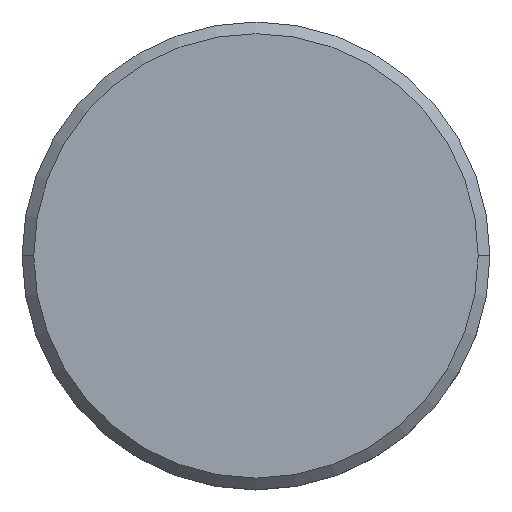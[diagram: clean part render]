
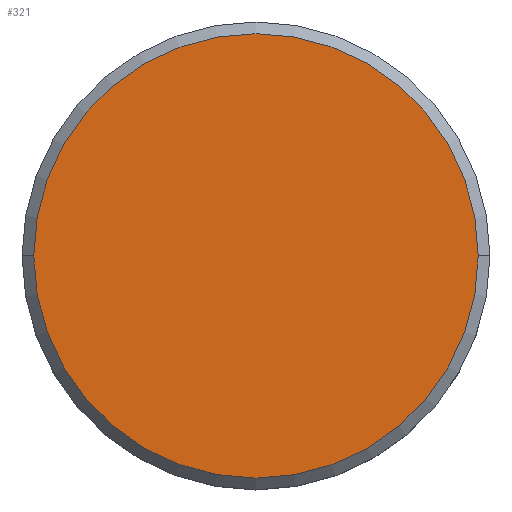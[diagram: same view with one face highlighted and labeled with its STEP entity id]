
A CAD part, top view. The second image highlights one B-rep face of the part: STEP entity #321.
In plain terms, the highlighted planar face has unit normal (0, 0, 1).
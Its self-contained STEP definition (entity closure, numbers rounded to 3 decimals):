
#16 = VERTEX_POINT ( 'NONE', #158 ) ;
#40 = CARTESIAN_POINT ( 'NONE',  ( 0., 0., 0. ) ) ;
#41 = EDGE_LOOP ( 'NONE', ( #427, #42 ) ) ;
#42 = ORIENTED_EDGE ( 'NONE', *, *, #112, .T. ) ;
#52 = DIRECTION ( 'NONE',  ( 1., 0., 0. ) ) ;
#112 = EDGE_CURVE ( 'NONE', #490, #16, #284, .T. ) ;
#158 = CARTESIAN_POINT ( 'NONE',  ( -9.5, 0., 0. ) ) ;
#159 = DIRECTION ( 'NONE',  ( 0., 0., 1. ) ) ;
#160 = CIRCLE ( 'NONE', #553, 9.5 ) ;
#180 = CARTESIAN_POINT ( 'NONE',  ( 0., 0., 0. ) ) ;
#188 = DIRECTION ( 'NONE',  ( 1., 0., 0. ) ) ;
#194 = PLANE ( 'NONE',  #285 ) ;
#284 = CIRCLE ( 'NONE', #517, 9.5 ) ;
#285 = AXIS2_PLACEMENT_3D ( 'NONE', #382, #570, #581 ) ;
#314 = DIRECTION ( 'NONE',  ( 0., 0., 1. ) ) ;
#321 = ADVANCED_FACE ( 'NONE', ( #377 ), #194, .T. ) ;
#377 = FACE_OUTER_BOUND ( 'NONE', #41, .T. ) ;
#382 = CARTESIAN_POINT ( 'NONE',  ( 0., 0., 0. ) ) ;
#390 = EDGE_CURVE ( 'NONE', #16, #490, #160, .T. ) ;
#427 = ORIENTED_EDGE ( 'NONE', *, *, #390, .T. ) ;
#449 = CARTESIAN_POINT ( 'NONE',  ( 9.5, 0., 0. ) ) ;
#490 = VERTEX_POINT ( 'NONE', #449 ) ;
#517 = AXIS2_PLACEMENT_3D ( 'NONE', #180, #314, #52 ) ;
#553 = AXIS2_PLACEMENT_3D ( 'NONE', #40, #159, #188 ) ;
#570 = DIRECTION ( 'NONE',  ( 0., 0., 1. ) ) ;
#581 = DIRECTION ( 'NONE',  ( 1., 0., 0. ) ) ;
